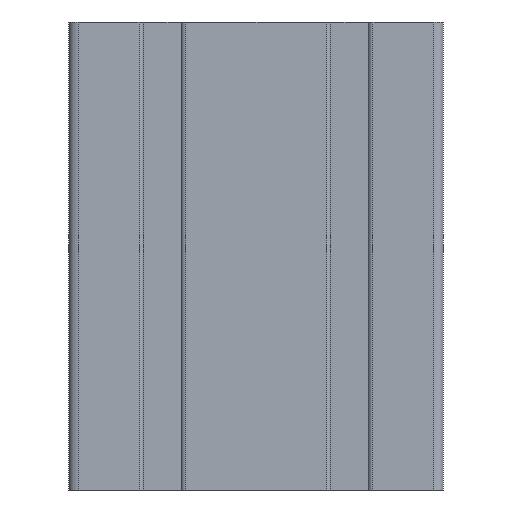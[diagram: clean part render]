
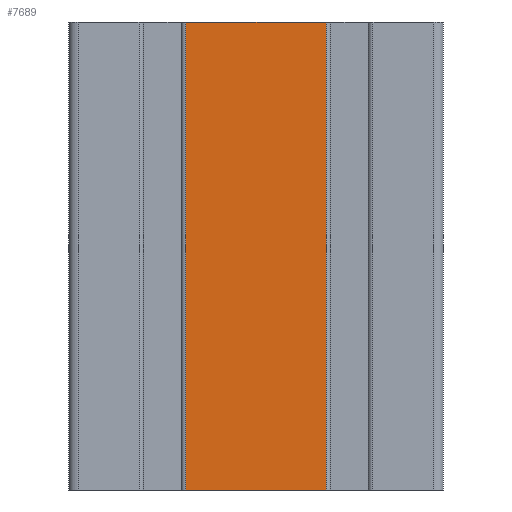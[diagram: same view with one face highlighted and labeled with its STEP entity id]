
A CAD part, left-side view. The second image highlights one B-rep face of the part: STEP entity #7689.
In plain terms, the highlighted planar face has unit normal (-1, 0, 0).
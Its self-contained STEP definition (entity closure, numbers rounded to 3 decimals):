
#235=PLANE('',#8445);
#617=FACE_OUTER_BOUND('',#1017,.T.);
#1017=EDGE_LOOP('',(#6723,#6724,#6725,#6726));
#1412=LINE('',#11869,#2180);
#1564=LINE('',#12313,#2332);
#1791=LINE('',#12994,#2559);
#1796=LINE('',#13010,#2564);
#2180=VECTOR('',#9572,100.);
#2332=VECTOR('',#10006,100.);
#2559=VECTOR('',#10695,30.);
#2564=VECTOR('',#10716,30.);
#3323=VERTEX_POINT('',#11865);
#3325=VERTEX_POINT('',#11868);
#3474=VERTEX_POINT('',#12307);
#3476=VERTEX_POINT('',#12311);
#4267=EDGE_CURVE('',#3323,#3325,#1412,.T.);
#4488=EDGE_CURVE('',#3474,#3476,#1564,.T.);
#4829=EDGE_CURVE('',#3325,#3476,#1791,.T.);
#4838=EDGE_CURVE('',#3323,#3474,#1796,.T.);
#6723=ORIENTED_EDGE('',*,*,#4267,.F.);
#6724=ORIENTED_EDGE('',*,*,#4838,.T.);
#6725=ORIENTED_EDGE('',*,*,#4488,.T.);
#6726=ORIENTED_EDGE('',*,*,#4829,.F.);
#7689=ADVANCED_FACE('',(#617),#235,.T.);
#8445=AXIS2_PLACEMENT_3D('',#13009,#10714,#10715);
#9572=DIRECTION('',(0.,0.,-1.));
#10006=DIRECTION('',(0.,0.,-1.));
#10695=DIRECTION('',(0.,1.,0.));
#10714=DIRECTION('center_axis',(-1.,0.,0.));
#10715=DIRECTION('ref_axis',(0.,-1.,0.));
#10716=DIRECTION('',(0.,1.,0.));
#11865=CARTESIAN_POINT('',(-60.,-15.,100.));
#11868=CARTESIAN_POINT('',(-60.,-15.,0.));
#11869=CARTESIAN_POINT('',(-60.,-15.,0.));
#12307=CARTESIAN_POINT('',(-60.,15.,100.));
#12311=CARTESIAN_POINT('',(-60.,15.,0.));
#12313=CARTESIAN_POINT('',(-60.,15.,0.));
#12994=CARTESIAN_POINT('',(-60.,19.,0.));
#13009=CARTESIAN_POINT('Origin',(-60.,38.,0.));
#13010=CARTESIAN_POINT('',(-60.,19.,100.));
